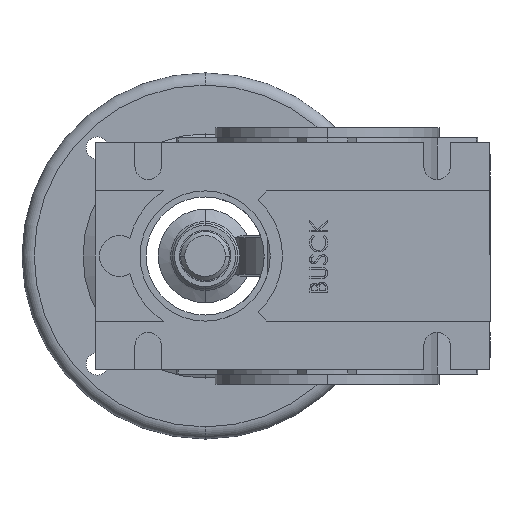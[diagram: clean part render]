
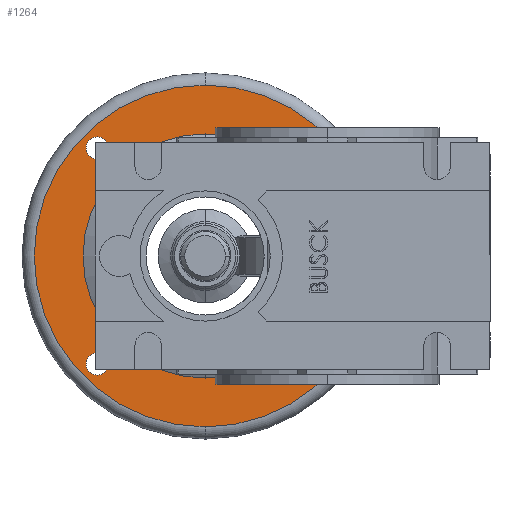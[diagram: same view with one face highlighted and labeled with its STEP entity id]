
A CAD part, left-side view. The second image highlights one B-rep face of the part: STEP entity #1264.
In plain terms, the highlighted planar face has unit normal (-1, 0, 0).
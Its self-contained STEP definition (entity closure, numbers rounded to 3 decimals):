
#906 = EDGE_CURVE ( 'NONE', #907, #908, #9000, .T. ) ;
#907 = VERTEX_POINT ( 'NONE', #8995 ) ;
#908 = VERTEX_POINT ( 'NONE', #8994 ) ;
#939 = EDGE_CURVE ( 'NONE', #940, #941, #8942, .T. ) ;
#940 = VERTEX_POINT ( 'NONE', #8937 ) ;
#941 = VERTEX_POINT ( 'NONE', #8936 ) ;
#1036 = EDGE_CURVE ( 'NONE', #1174, #1184, #9433, .T. ) ;
#1154 = EDGE_CURVE ( 'NONE', #1155, #1156, #9636, .T. ) ;
#1155 = VERTEX_POINT ( 'NONE', #9631 ) ;
#1156 = VERTEX_POINT ( 'NONE', #9630 ) ;
#1168 = EDGE_CURVE ( 'NONE', #1169, #1170, #9613, .T. ) ;
#1169 = VERTEX_POINT ( 'NONE', #9603 ) ;
#1170 = VERTEX_POINT ( 'NONE', #9602 ) ;
#1174 = VERTEX_POINT ( 'NONE', #9748 ) ;
#1180 = VERTEX_POINT ( 'NONE', #9734 ) ;
#1182 = EDGE_CURVE ( 'NONE', #1180, #1183, #9733, .T. ) ;
#1183 = VERTEX_POINT ( 'NONE', #9728 ) ;
#1184 = VERTEX_POINT ( 'NONE', #9727 ) ;
#1189 = EDGE_LOOP ( 'NONE', ( #1190, #1191 ) ) ;
#1190 = ORIENTED_EDGE ( 'NONE', *, *, #1168, .F. ) ;
#1191 = ORIENTED_EDGE ( 'NONE', *, *, #1192, .F. ) ;
#1192 = EDGE_CURVE ( 'NONE', #1170, #1169, #9597, .T. ) ;
#1193 = EDGE_LOOP ( 'NONE', ( #1194, #1329 ) ) ;
#1194 = ORIENTED_EDGE ( 'NONE', *, *, #906, .F. ) ;
#1264 = ADVANCED_FACE ( 'NONE', ( #9540, #9539, #9538, #9537, #9536, #9535 ), #9534, .T. ) ;
#1265 = EDGE_LOOP ( 'NONE', ( #1301, #1302 ) ) ;
#1277 = EDGE_CURVE ( 'NONE', #908, #907, #9513, .T. ) ;
#1301 = ORIENTED_EDGE ( 'NONE', *, *, #1036, .T. ) ;
#1302 = ORIENTED_EDGE ( 'NONE', *, *, #1303, .T. ) ;
#1303 = EDGE_CURVE ( 'NONE', #1184, #1174, #9766, .T. ) ;
#1304 = EDGE_LOOP ( 'NONE', ( #1502, #1503 ) ) ;
#1328 = ORIENTED_EDGE ( 'NONE', *, *, #1535, .F. ) ;
#1329 = ORIENTED_EDGE ( 'NONE', *, *, #1277, .F. ) ;
#1330 = EDGE_LOOP ( 'NONE', ( #1328, #1536 ) ) ;
#1502 = ORIENTED_EDGE ( 'NONE', *, *, #939, .F. ) ;
#1503 = ORIENTED_EDGE ( 'NONE', *, *, #1504, .F. ) ;
#1504 = EDGE_CURVE ( 'NONE', #941, #940, #10257, .T. ) ;
#1505 = EDGE_LOOP ( 'NONE', ( #1506, #1507 ) ) ;
#1506 = ORIENTED_EDGE ( 'NONE', *, *, #1154, .F. ) ;
#1507 = ORIENTED_EDGE ( 'NONE', *, *, #1508, .F. ) ;
#1508 = EDGE_CURVE ( 'NONE', #1156, #1155, #10196, .T. ) ;
#1535 = EDGE_CURVE ( 'NONE', #1183, #1180, #10296, .T. ) ;
#1536 = ORIENTED_EDGE ( 'NONE', *, *, #1182, .F. ) ;
#8936 = CARTESIAN_POINT ( 'NONE',  ( 12., -26.517, 29.267 ) ) ;
#8937 = CARTESIAN_POINT ( 'NONE',  ( 12., -26.517, 23.767 ) ) ;
#8938 = DIRECTION ( 'NONE',  ( 0., 0., 1. ) ) ;
#8939 = DIRECTION ( 'NONE',  ( -1., 0., 0. ) ) ;
#8940 = CARTESIAN_POINT ( 'NONE',  ( 12., -26.517, 26.517 ) ) ;
#8941 = AXIS2_PLACEMENT_3D ( 'NONE', #8940, #8939, #8938 ) ;
#8942 = CIRCLE ( 'NONE', #8941, 2.75 ) ;
#8994 = CARTESIAN_POINT ( 'NONE',  ( 12., 26.517, 29.267 ) ) ;
#8995 = CARTESIAN_POINT ( 'NONE',  ( 12., 26.517, 23.767 ) ) ;
#8996 = DIRECTION ( 'NONE',  ( 0., 0., 1. ) ) ;
#8997 = DIRECTION ( 'NONE',  ( -1., 0., 0. ) ) ;
#8998 = CARTESIAN_POINT ( 'NONE',  ( 12., 26.517, 26.517 ) ) ;
#8999 = AXIS2_PLACEMENT_3D ( 'NONE', #8998, #8997, #8996 ) ;
#9000 = CIRCLE ( 'NONE', #8999, 2.75 ) ;
#9429 = DIRECTION ( 'NONE',  ( 0., 0., 1. ) ) ;
#9430 = DIRECTION ( 'NONE',  ( -1., 0., 0. ) ) ;
#9431 = CARTESIAN_POINT ( 'NONE',  ( 12., 0., 0. ) ) ;
#9432 = AXIS2_PLACEMENT_3D ( 'NONE', #9431, #9430, #9429 ) ;
#9433 = CIRCLE ( 'NONE', #9432, 42. ) ;
#9509 = DIRECTION ( 'NONE',  ( 0., 0., 1. ) ) ;
#9510 = DIRECTION ( 'NONE',  ( -1., 0., 0. ) ) ;
#9511 = CARTESIAN_POINT ( 'NONE',  ( 12., 26.517, 26.517 ) ) ;
#9512 = AXIS2_PLACEMENT_3D ( 'NONE', #9511, #9510, #9509 ) ;
#9513 = CIRCLE ( 'NONE', #9512, 2.75 ) ;
#9530 = DIRECTION ( 'NONE',  ( 0., 0., 1. ) ) ;
#9531 = DIRECTION ( 'NONE',  ( -1., 0., 0. ) ) ;
#9532 = AXIS2_PLACEMENT_3D ( 'NONE', #9533, #9531, #9530 ) ;
#9533 = CARTESIAN_POINT ( 'NONE',  ( 12., -75.944, 0. ) ) ;
#9534 = PLANE ( 'NONE',  #9532 ) ;
#9535 = FACE_BOUND ( 'NONE', #1330, .T. ) ;
#9536 = FACE_BOUND ( 'NONE', #1193, .T. ) ;
#9537 = FACE_BOUND ( 'NONE', #1189, .T. ) ;
#9538 = FACE_BOUND ( 'NONE', #1505, .T. ) ;
#9539 = FACE_BOUND ( 'NONE', #1304, .T. ) ;
#9540 = FACE_OUTER_BOUND ( 'NONE', #1265, .T. ) ;
#9593 = DIRECTION ( 'NONE',  ( 0., 0., 1. ) ) ;
#9594 = DIRECTION ( 'NONE',  ( -1., 0., 0. ) ) ;
#9595 = CARTESIAN_POINT ( 'NONE',  ( 12., 26.517, -26.517 ) ) ;
#9596 = AXIS2_PLACEMENT_3D ( 'NONE', #9595, #9594, #9593 ) ;
#9597 = CIRCLE ( 'NONE', #9596, 2.75 ) ;
#9602 = CARTESIAN_POINT ( 'NONE',  ( 12., 26.517, -23.767 ) ) ;
#9603 = CARTESIAN_POINT ( 'NONE',  ( 12., 26.517, -29.267 ) ) ;
#9604 = DIRECTION ( 'NONE',  ( 0., 0., 1. ) ) ;
#9605 = DIRECTION ( 'NONE',  ( -1., 0., 0. ) ) ;
#9606 = CARTESIAN_POINT ( 'NONE',  ( 12., 26.517, -26.517 ) ) ;
#9607 = AXIS2_PLACEMENT_3D ( 'NONE', #9606, #9605, #9604 ) ;
#9613 = CIRCLE ( 'NONE', #9607, 2.75 ) ;
#9630 = CARTESIAN_POINT ( 'NONE',  ( 12., -26.517, -23.767 ) ) ;
#9631 = CARTESIAN_POINT ( 'NONE',  ( 12., -26.517, -29.267 ) ) ;
#9632 = DIRECTION ( 'NONE',  ( 0., 0., 1. ) ) ;
#9633 = DIRECTION ( 'NONE',  ( -1., 0., 0. ) ) ;
#9634 = CARTESIAN_POINT ( 'NONE',  ( 12., -26.517, -26.517 ) ) ;
#9635 = AXIS2_PLACEMENT_3D ( 'NONE', #9634, #9633, #9632 ) ;
#9636 = CIRCLE ( 'NONE', #9635, 2.75 ) ;
#9727 = CARTESIAN_POINT ( 'NONE',  ( 12., 0., -42. ) ) ;
#9728 = CARTESIAN_POINT ( 'NONE',  ( 12., 0., -30. ) ) ;
#9729 = DIRECTION ( 'NONE',  ( 0., 0., 1. ) ) ;
#9730 = DIRECTION ( 'NONE',  ( -1., 0., 0. ) ) ;
#9731 = CARTESIAN_POINT ( 'NONE',  ( 12., 0., 0. ) ) ;
#9732 = AXIS2_PLACEMENT_3D ( 'NONE', #9731, #9730, #9729 ) ;
#9733 = CIRCLE ( 'NONE', #9732, 30. ) ;
#9734 = CARTESIAN_POINT ( 'NONE',  ( 12., 0., 30. ) ) ;
#9748 = CARTESIAN_POINT ( 'NONE',  ( 12., 0., 42. ) ) ;
#9762 = DIRECTION ( 'NONE',  ( 0., 0., 1. ) ) ;
#9763 = DIRECTION ( 'NONE',  ( -1., 0., 0. ) ) ;
#9764 = CARTESIAN_POINT ( 'NONE',  ( 12., 0., 0. ) ) ;
#9765 = AXIS2_PLACEMENT_3D ( 'NONE', #9764, #9763, #9762 ) ;
#9766 = CIRCLE ( 'NONE', #9765, 42. ) ;
#10191 = DIRECTION ( 'NONE',  ( 0., 0., 1. ) ) ;
#10192 = DIRECTION ( 'NONE',  ( -1., 0., 0. ) ) ;
#10196 = CIRCLE ( 'NONE', #10237, 2.75 ) ;
#10197 = DIRECTION ( 'NONE',  ( 0., 0., 1. ) ) ;
#10198 = DIRECTION ( 'NONE',  ( -1., 0., 0. ) ) ;
#10199 = CARTESIAN_POINT ( 'NONE',  ( 12., -26.517, 26.517 ) ) ;
#10235 = DIRECTION ( 'NONE',  ( 0., 0., 1. ) ) ;
#10236 = DIRECTION ( 'NONE',  ( -1., 0., 0. ) ) ;
#10237 = AXIS2_PLACEMENT_3D ( 'NONE', #10258, #10236, #10235 ) ;
#10256 = AXIS2_PLACEMENT_3D ( 'NONE', #10199, #10198, #10197 ) ;
#10257 = CIRCLE ( 'NONE', #10256, 2.75 ) ;
#10258 = CARTESIAN_POINT ( 'NONE',  ( 12., -26.517, -26.517 ) ) ;
#10294 = CARTESIAN_POINT ( 'NONE',  ( 12., 0., 0. ) ) ;
#10295 = AXIS2_PLACEMENT_3D ( 'NONE', #10294, #10192, #10191 ) ;
#10296 = CIRCLE ( 'NONE', #10295, 30. ) ;
